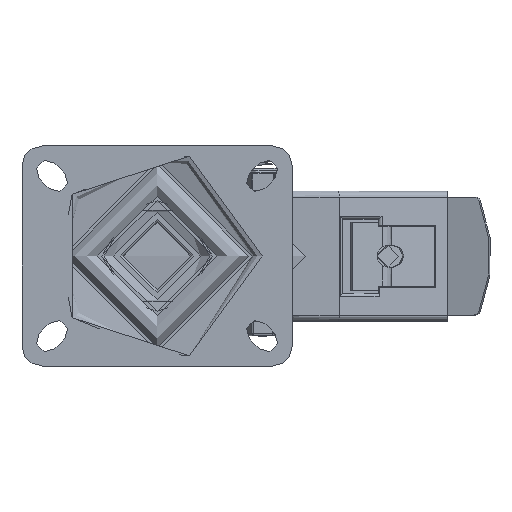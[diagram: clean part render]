
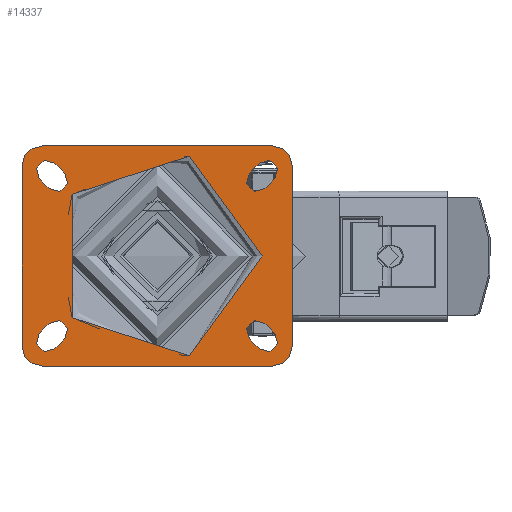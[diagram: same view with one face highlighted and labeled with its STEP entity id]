
A CAD part, top view. The second image highlights one B-rep face of the part: STEP entity #14337.
In plain terms, the highlighted planar face has unit normal (0, 0, 1).
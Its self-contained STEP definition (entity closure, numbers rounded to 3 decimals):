
#1358=FACE_BOUND('',#2686,.T.);
#1359=FACE_BOUND('',#2687,.T.);
#1360=FACE_BOUND('',#2688,.T.);
#1361=FACE_BOUND('',#2689,.T.);
#1362=FACE_BOUND('',#2690,.T.);
#1470=PLANE('',#15501);
#1819=FACE_OUTER_BOUND('',#2685,.T.);
#2685=EDGE_LOOP('',(#10017,#10018,#10019,#10020,#10021,#10022,#10023,#10024));
#2686=EDGE_LOOP('',(#10025));
#2687=EDGE_LOOP('',(#10026,#10027,#10028,#10029));
#2688=EDGE_LOOP('',(#10030,#10031,#10032,#10033));
#2689=EDGE_LOOP('',(#10034,#10035,#10036,#10037));
#2690=EDGE_LOOP('',(#10038,#10039,#10040,#10041));
#3545=LINE('',#20833,#4457);
#3549=LINE('',#20843,#4461);
#3553=LINE('',#20853,#4465);
#3557=LINE('',#20863,#4469);
#3561=LINE('',#20873,#4473);
#3565=LINE('',#20882,#4477);
#3612=LINE('',#23709,#4524);
#3613=LINE('',#23710,#4525);
#3614=LINE('',#23711,#4526);
#3615=LINE('',#23712,#4527);
#3616=LINE('',#23713,#4528);
#3617=LINE('',#23714,#4529);
#4457=VECTOR('',#16898,1000.);
#4461=VECTOR('',#16908,1000.);
#4465=VECTOR('',#16918,1000.);
#4469=VECTOR('',#16928,1000.);
#4473=VECTOR('',#16938,1000.);
#4477=VECTOR('',#16948,1000.);
#4524=VECTOR('',#17259,1000.);
#4525=VECTOR('',#17260,1000.);
#4526=VECTOR('',#17261,1000.);
#4527=VECTOR('',#17262,1000.);
#4528=VECTOR('',#17263,1000.);
#4529=VECTOR('',#17264,1000.);
#5369=CIRCLE('',#15356,5.5);
#5370=CIRCLE('',#15359,5.5);
#5371=CIRCLE('',#15362,5.5);
#5372=CIRCLE('',#15365,5.5);
#5373=CIRCLE('',#15368,10.);
#5374=CIRCLE('',#15371,10.);
#5375=CIRCLE('',#15373,5.5);
#5376=CIRCLE('',#15375,5.5);
#5377=CIRCLE('',#15377,5.5);
#5378=CIRCLE('',#15379,5.5);
#5382=CIRCLE('',#15386,10.);
#5383=CIRCLE('',#15388,10.);
#5386=CIRCLE('',#15392,52.494);
#6060=VERTEX_POINT('',#20830);
#6061=VERTEX_POINT('',#20832);
#6062=VERTEX_POINT('',#20836);
#6063=VERTEX_POINT('',#20840);
#6064=VERTEX_POINT('',#20842);
#6065=VERTEX_POINT('',#20846);
#6066=VERTEX_POINT('',#20850);
#6067=VERTEX_POINT('',#20852);
#6068=VERTEX_POINT('',#20856);
#6069=VERTEX_POINT('',#20860);
#6070=VERTEX_POINT('',#20862);
#6071=VERTEX_POINT('',#20866);
#6072=VERTEX_POINT('',#20870);
#6073=VERTEX_POINT('',#20872);
#6074=VERTEX_POINT('',#20876);
#6075=VERTEX_POINT('',#20880);
#6076=VERTEX_POINT('',#20884);
#6077=VERTEX_POINT('',#20888);
#6078=VERTEX_POINT('',#20892);
#6079=VERTEX_POINT('',#20896);
#6080=VERTEX_POINT('',#20900);
#6083=VERTEX_POINT('',#20912);
#6084=VERTEX_POINT('',#20916);
#6085=VERTEX_POINT('',#20918);
#6087=VERTEX_POINT('',#20924);
#7467=EDGE_CURVE('',#6061,#6060,#3545,.T.);
#7470=EDGE_CURVE('',#6060,#6062,#5369,.T.);
#7472=EDGE_CURVE('',#6064,#6063,#3549,.T.);
#7475=EDGE_CURVE('',#6063,#6065,#5370,.T.);
#7477=EDGE_CURVE('',#6067,#6066,#3553,.T.);
#7480=EDGE_CURVE('',#6066,#6068,#5371,.T.);
#7482=EDGE_CURVE('',#6070,#6069,#3557,.T.);
#7485=EDGE_CURVE('',#6069,#6071,#5372,.T.);
#7487=EDGE_CURVE('',#6072,#6073,#3561,.T.);
#7490=EDGE_CURVE('',#6074,#6072,#5373,.T.);
#7492=EDGE_CURVE('',#6075,#6074,#3565,.T.);
#7494=EDGE_CURVE('',#6076,#6075,#5374,.T.);
#7495=EDGE_CURVE('',#6077,#6070,#5375,.T.);
#7497=EDGE_CURVE('',#6078,#6067,#5376,.T.);
#7499=EDGE_CURVE('',#6079,#6064,#5377,.T.);
#7501=EDGE_CURVE('',#6080,#6061,#5378,.T.);
#7507=EDGE_CURVE('',#6073,#6083,#5382,.T.);
#7510=EDGE_CURVE('',#6084,#6085,#5383,.T.);
#7514=EDGE_CURVE('',#6087,#6087,#5386,.T.);
#7645=EDGE_CURVE('',#6085,#6076,#3612,.T.);
#7646=EDGE_CURVE('',#6083,#6084,#3613,.T.);
#7647=EDGE_CURVE('',#6062,#6080,#3614,.T.);
#7648=EDGE_CURVE('',#6065,#6079,#3615,.T.);
#7649=EDGE_CURVE('',#6068,#6078,#3616,.T.);
#7650=EDGE_CURVE('',#6071,#6077,#3617,.T.);
#10017=ORIENTED_EDGE('',*,*,#7494,.F.);
#10018=ORIENTED_EDGE('',*,*,#7645,.F.);
#10019=ORIENTED_EDGE('',*,*,#7510,.F.);
#10020=ORIENTED_EDGE('',*,*,#7646,.F.);
#10021=ORIENTED_EDGE('',*,*,#7507,.F.);
#10022=ORIENTED_EDGE('',*,*,#7487,.F.);
#10023=ORIENTED_EDGE('',*,*,#7490,.F.);
#10024=ORIENTED_EDGE('',*,*,#7492,.F.);
#10025=ORIENTED_EDGE('',*,*,#7514,.F.);
#10026=ORIENTED_EDGE('',*,*,#7467,.T.);
#10027=ORIENTED_EDGE('',*,*,#7470,.T.);
#10028=ORIENTED_EDGE('',*,*,#7647,.T.);
#10029=ORIENTED_EDGE('',*,*,#7501,.T.);
#10030=ORIENTED_EDGE('',*,*,#7472,.T.);
#10031=ORIENTED_EDGE('',*,*,#7475,.T.);
#10032=ORIENTED_EDGE('',*,*,#7648,.T.);
#10033=ORIENTED_EDGE('',*,*,#7499,.T.);
#10034=ORIENTED_EDGE('',*,*,#7477,.T.);
#10035=ORIENTED_EDGE('',*,*,#7480,.T.);
#10036=ORIENTED_EDGE('',*,*,#7649,.T.);
#10037=ORIENTED_EDGE('',*,*,#7497,.T.);
#10038=ORIENTED_EDGE('',*,*,#7482,.T.);
#10039=ORIENTED_EDGE('',*,*,#7485,.T.);
#10040=ORIENTED_EDGE('',*,*,#7650,.T.);
#10041=ORIENTED_EDGE('',*,*,#7495,.T.);
#14337=ADVANCED_FACE('',(#1819,#1358,#1359,#1360,#1361,#1362),#1470,.T.);
#15356=AXIS2_PLACEMENT_3D('',#20838,#16903,#16904);
#15359=AXIS2_PLACEMENT_3D('',#20848,#16913,#16914);
#15362=AXIS2_PLACEMENT_3D('',#20858,#16923,#16924);
#15365=AXIS2_PLACEMENT_3D('',#20868,#16933,#16934);
#15368=AXIS2_PLACEMENT_3D('',#20878,#16943,#16944);
#15371=AXIS2_PLACEMENT_3D('',#20886,#16952,#16953);
#15373=AXIS2_PLACEMENT_3D('',#20889,#16956,#16957);
#15375=AXIS2_PLACEMENT_3D('',#20893,#16961,#16962);
#15377=AXIS2_PLACEMENT_3D('',#20897,#16966,#16967);
#15379=AXIS2_PLACEMENT_3D('',#20901,#16971,#16972);
#15386=AXIS2_PLACEMENT_3D('',#20913,#16987,#16988);
#15388=AXIS2_PLACEMENT_3D('',#20919,#16993,#16994);
#15392=AXIS2_PLACEMENT_3D('',#20926,#17002,#17003);
#15501=AXIS2_PLACEMENT_3D('',#23708,#17257,#17258);
#16898=DIRECTION('',(0.707,-0.707,0.));
#16903=DIRECTION('center_axis',(0.,0.,-1.));
#16904=DIRECTION('ref_axis',(1.,0.,0.));
#16908=DIRECTION('',(0.707,0.707,0.));
#16913=DIRECTION('center_axis',(0.,0.,-1.));
#16914=DIRECTION('ref_axis',(1.,0.,0.));
#16918=DIRECTION('',(-0.707,-0.707,0.));
#16923=DIRECTION('center_axis',(0.,0.,-1.));
#16924=DIRECTION('ref_axis',(-1.,0.,0.));
#16928=DIRECTION('',(-0.707,0.707,0.));
#16933=DIRECTION('center_axis',(0.,0.,-1.));
#16934=DIRECTION('ref_axis',(-1.,0.,0.));
#16938=DIRECTION('',(1.,0.,0.));
#16943=DIRECTION('center_axis',(0.,0.,-1.));
#16944=DIRECTION('ref_axis',(-0.707,0.707,0.));
#16948=DIRECTION('',(0.,1.,0.));
#16952=DIRECTION('center_axis',(0.,0.,-1.));
#16953=DIRECTION('ref_axis',(-0.707,-0.707,0.));
#16956=DIRECTION('center_axis',(0.,0.,-1.));
#16957=DIRECTION('ref_axis',(-1.,0.,0.));
#16961=DIRECTION('center_axis',(0.,0.,-1.));
#16962=DIRECTION('ref_axis',(-1.,0.,0.));
#16966=DIRECTION('center_axis',(0.,0.,-1.));
#16967=DIRECTION('ref_axis',(1.,0.,0.));
#16971=DIRECTION('center_axis',(0.,0.,-1.));
#16972=DIRECTION('ref_axis',(1.,0.,0.));
#16987=DIRECTION('center_axis',(0.,0.,-1.));
#16988=DIRECTION('ref_axis',(0.707,0.707,0.));
#16993=DIRECTION('center_axis',(0.,0.,-1.));
#16994=DIRECTION('ref_axis',(0.707,-0.707,0.));
#17002=DIRECTION('center_axis',(0.,0.,1.));
#17003=DIRECTION('ref_axis',(-1.,0.,0.));
#17257=DIRECTION('center_axis',(0.,0.,1.));
#17258=DIRECTION('ref_axis',(1.,0.,0.));
#17259=DIRECTION('',(-1.,0.,0.));
#17260=DIRECTION('',(0.,-1.,0.));
#17261=DIRECTION('',(-0.707,0.707,0.));
#17262=DIRECTION('',(-0.707,-0.707,0.));
#17263=DIRECTION('',(0.707,0.707,0.));
#17264=DIRECTION('',(0.707,-0.707,0.));
#20830=CARTESIAN_POINT('',(-46.136,41.414,0.));
#20832=CARTESIAN_POINT('',(-51.086,46.364,0.));
#20833=CARTESIAN_POINT('',(-51.086,46.364,0.));
#20836=CARTESIAN_POINT('',(-53.914,33.636,0.));
#20838=CARTESIAN_POINT('Origin',(-50.025,37.525,0.));
#20840=CARTESIAN_POINT('',(-53.914,-33.636,0.));
#20842=CARTESIAN_POINT('',(-58.864,-38.586,0.));
#20843=CARTESIAN_POINT('',(-58.864,-38.586,0.));
#20846=CARTESIAN_POINT('',(-46.136,-41.414,0.));
#20848=CARTESIAN_POINT('Origin',(-50.025,-37.525,0.));
#20850=CARTESIAN_POINT('',(53.914,33.636,0.));
#20852=CARTESIAN_POINT('',(58.864,38.586,0.));
#20853=CARTESIAN_POINT('',(58.864,38.586,0.));
#20856=CARTESIAN_POINT('',(46.136,41.414,0.));
#20858=CARTESIAN_POINT('Origin',(50.025,37.525,0.));
#20860=CARTESIAN_POINT('',(46.136,-41.414,0.));
#20862=CARTESIAN_POINT('',(51.086,-46.364,0.));
#20863=CARTESIAN_POINT('',(51.086,-46.364,0.));
#20866=CARTESIAN_POINT('',(53.914,-33.636,0.));
#20868=CARTESIAN_POINT('Origin',(50.025,-37.525,0.));
#20870=CARTESIAN_POINT('',(-57.5,55.,0.));
#20872=CARTESIAN_POINT('',(57.5,55.,0.));
#20873=CARTESIAN_POINT('',(-67.5,55.,0.));
#20876=CARTESIAN_POINT('',(-67.5,45.,0.));
#20878=CARTESIAN_POINT('Origin',(-57.5,45.,0.));
#20880=CARTESIAN_POINT('',(-67.5,-45.,0.));
#20882=CARTESIAN_POINT('',(-67.5,-55.,0.));
#20884=CARTESIAN_POINT('',(-57.5,-55.,0.));
#20886=CARTESIAN_POINT('Origin',(-57.5,-45.,0.));
#20888=CARTESIAN_POINT('',(58.864,-38.586,0.));
#20889=CARTESIAN_POINT('Origin',(54.975,-42.475,0.));
#20892=CARTESIAN_POINT('',(51.086,46.364,0.));
#20893=CARTESIAN_POINT('Origin',(54.975,42.475,0.));
#20896=CARTESIAN_POINT('',(-51.086,-46.364,0.));
#20897=CARTESIAN_POINT('Origin',(-54.975,-42.475,0.));
#20900=CARTESIAN_POINT('',(-58.864,38.586,0.));
#20901=CARTESIAN_POINT('Origin',(-54.975,42.475,0.));
#20912=CARTESIAN_POINT('',(67.5,45.,0.));
#20913=CARTESIAN_POINT('Origin',(57.5,45.,0.));
#20916=CARTESIAN_POINT('',(67.5,-45.,0.));
#20918=CARTESIAN_POINT('',(57.5,-55.,0.));
#20919=CARTESIAN_POINT('Origin',(57.5,-45.,0.));
#20924=CARTESIAN_POINT('',(52.494,0.,0.));
#20926=CARTESIAN_POINT('Origin',(0.,0.,0.));
#23708=CARTESIAN_POINT('Origin',(0.,0.,0.));
#23709=CARTESIAN_POINT('',(67.5,-55.,0.));
#23710=CARTESIAN_POINT('',(67.5,55.,0.));
#23711=CARTESIAN_POINT('',(-58.864,38.586,0.));
#23712=CARTESIAN_POINT('',(-51.086,-46.364,0.));
#23713=CARTESIAN_POINT('',(51.086,46.364,0.));
#23714=CARTESIAN_POINT('',(58.864,-38.586,0.));
